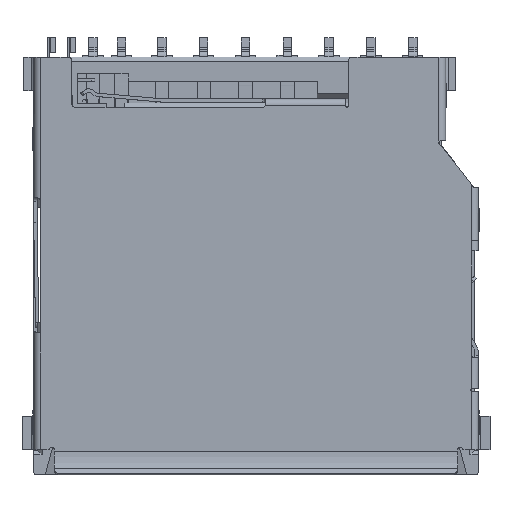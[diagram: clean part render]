
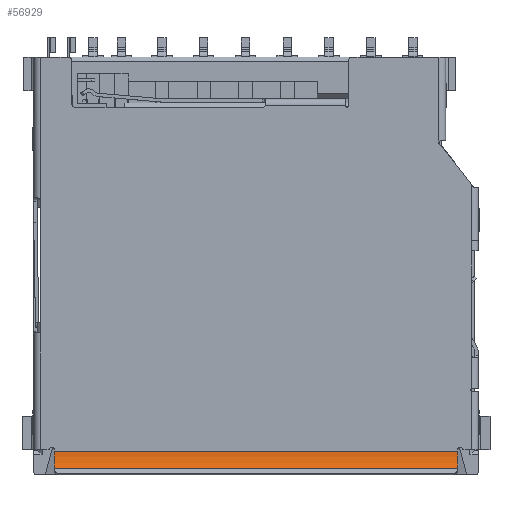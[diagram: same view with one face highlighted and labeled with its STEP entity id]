
A CAD part, top view. The second image highlights one B-rep face of the part: STEP entity #56929.
In plain terms, the highlighted cylindrical face has radius 2.3 mm (diameter 4.6 mm), a partial arc.
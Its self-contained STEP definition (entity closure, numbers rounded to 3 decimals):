
#49593=CARTESIAN_POINT('',(12.075,-10.95,5.1));
#49594=DIRECTION('',(-1.,0.,0.));
#49595=DIRECTION('',(0.,0.,-1.));
#49596=AXIS2_PLACEMENT_3D('',#49593,#49594,#49595);
#49619=DIRECTION('',(-1.,0.,0.));
#49620=VECTOR('',#49619,24.15);
#49621=CARTESIAN_POINT('',(12.075,-11.951,3.029));
#49622=LINE('',#49621,#49620);
#49623=DIRECTION('',(1.,0.,0.));
#49624=VECTOR('',#49623,24.15);
#49625=CARTESIAN_POINT('',(-12.075,-10.95,2.8));
#49626=LINE('',#49625,#49624);
#49648=CARTESIAN_POINT('',(-12.075,-10.95,5.1));
#49649=DIRECTION('',(-1.,0.,0.));
#49650=DIRECTION('',(0.,0.,-1.));
#49651=AXIS2_PLACEMENT_3D('',#49648,#49649,#49650);
#53143=CARTESIAN_POINT('',(12.075,-11.951,3.029));
#53144=VERTEX_POINT('',#53143);
#53145=CARTESIAN_POINT('',(12.075,-10.95,2.8));
#53146=VERTEX_POINT('',#53145);
#53149=CARTESIAN_POINT('',(-12.075,-10.95,2.8));
#53150=VERTEX_POINT('',#53149);
#53155=CARTESIAN_POINT('',(-12.075,-11.951,3.029));
#53156=VERTEX_POINT('',#53155);
#56916=CARTESIAN_POINT('',(-12.075,-10.95,5.1));
#56917=DIRECTION('',(1.,0.,0.));
#56918=DIRECTION('',(0.,0.,-1.));
#56919=AXIS2_PLACEMENT_3D('',#56916,#56917,#56918);
#56920=CYLINDRICAL_SURFACE('',#56919,2.3);
#56922=ORIENTED_EDGE('',*,*,#56921,.T.);
#56924=ORIENTED_EDGE('',*,*,#56923,.F.);
#56925=ORIENTED_EDGE('',*,*,#56902,.F.);
#56926=ORIENTED_EDGE('',*,*,#54596,.F.);
#56927=EDGE_LOOP('',(#56922,#56924,#56925,#56926));
#56928=FACE_OUTER_BOUND('',#56927,.F.);
#56929=ADVANCED_FACE('',(#56928),#56920,.T.);
#49597=CIRCLE('',#49596,2.3);
#49652=CIRCLE('',#49651,2.3);
#54596=EDGE_CURVE('',#53150,#53146,#49626,.T.);
#56902=EDGE_CURVE('',#53146,#53144,#49597,.T.);
#56921=EDGE_CURVE('',#53150,#53156,#49652,.T.);
#56923=EDGE_CURVE('',#53144,#53156,#49622,.T.);
